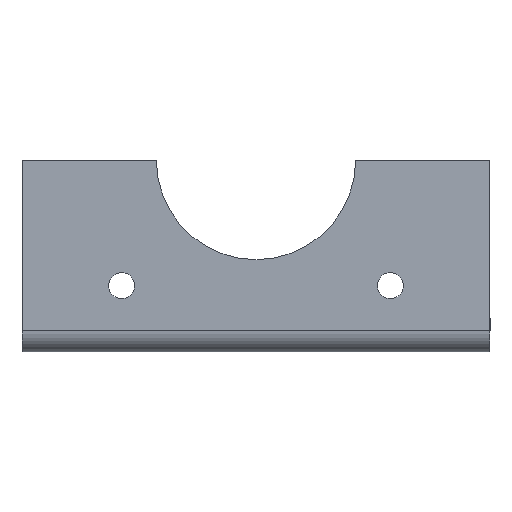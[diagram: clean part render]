
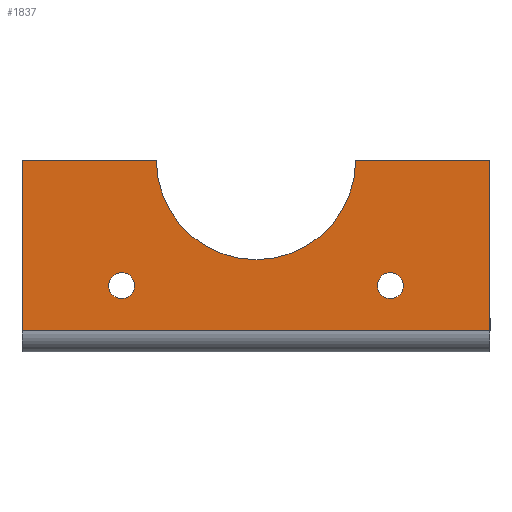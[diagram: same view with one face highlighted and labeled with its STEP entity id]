
A CAD part, left-side view. The second image highlights one B-rep face of the part: STEP entity #1837.
In plain terms, the highlighted planar face has unit normal (-1, 0, 0).
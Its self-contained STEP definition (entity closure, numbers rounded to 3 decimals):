
#6 = CARTESIAN_POINT ( 'NONE',  ( -56.032, 14.435, 7.644 ) ) ;
#47 = ORIENTED_EDGE ( 'NONE', *, *, #1428, .F. ) ;
#66 = CARTESIAN_POINT ( 'NONE',  ( -56.032, -16.565, 7.644 ) ) ;
#94 = CARTESIAN_POINT ( 'NONE',  ( -56.032, -16.565, 9.144 ) ) ;
#156 = DIRECTION ( 'NONE',  ( 0., 0., 1. ) ) ;
#161 = CARTESIAN_POINT ( 'NONE',  ( -56.032, -12.565, 22.144 ) ) ;
#164 = CARTESIAN_POINT ( 'NONE',  ( -56.032, 14.435, 9.144 ) ) ;
#175 = VERTEX_POINT ( 'NONE', #534 ) ;
#177 = AXIS2_PLACEMENT_3D ( 'NONE', #724, #1751, #559 ) ;
#189 = LINE ( 'NONE', #1797, #395 ) ;
#192 = CARTESIAN_POINT ( 'NONE',  ( -56.032, -28.065, 22.144 ) ) ;
#221 = DIRECTION ( 'NONE',  ( -1., 0., 0. ) ) ;
#243 = DIRECTION ( 'NONE',  ( 0., 0., 1. ) ) ;
#247 = CIRCLE ( 'NONE', #762, 1.5 ) ;
#259 = EDGE_CURVE ( 'NONE', #700, #1681, #1869, .T. ) ;
#263 = DIRECTION ( 'NONE',  ( 0., 0., 1. ) ) ;
#268 = AXIS2_PLACEMENT_3D ( 'NONE', #1734, #1557, #243 ) ;
#303 = VECTOR ( 'NONE', #1813, 1000. ) ;
#319 = EDGE_CURVE ( 'NONE', #1681, #700, #247, .T. ) ;
#322 = VERTEX_POINT ( 'NONE', #1330 ) ;
#324 = LINE ( 'NONE', #351, #1178 ) ;
#340 = EDGE_CURVE ( 'NONE', #1849, #658, #1776, .T. ) ;
#351 = CARTESIAN_POINT ( 'NONE',  ( -56.032, 25.935, 22.144 ) ) ;
#395 = VECTOR ( 'NONE', #744, 1000. ) ;
#445 = CARTESIAN_POINT ( 'NONE',  ( -56.032, -28.065, 22.144 ) ) ;
#462 = DIRECTION ( 'NONE',  ( 0., 0., -1. ) ) ;
#534 = CARTESIAN_POINT ( 'NONE',  ( -56.032, -28.065, 2.5 ) ) ;
#559 = DIRECTION ( 'NONE',  ( 0., 0., 1. ) ) ;
#588 = LINE ( 'NONE', #1362, #303 ) ;
#607 = FACE_BOUND ( 'NONE', #664, .T. ) ;
#610 = CARTESIAN_POINT ( 'NONE',  ( -56.032, -1.065, 22.144 ) ) ;
#627 = AXIS2_PLACEMENT_3D ( 'NONE', #862, #1021, #156 ) ;
#628 = EDGE_LOOP ( 'NONE', ( #677, #47 ) ) ;
#632 = CIRCLE ( 'NONE', #1559, 1.5 ) ;
#658 = VERTEX_POINT ( 'NONE', #1452 ) ;
#664 = EDGE_LOOP ( 'NONE', ( #923, #1524 ) ) ;
#675 = DIRECTION ( 'NONE',  ( -1., 0., 0. ) ) ;
#677 = ORIENTED_EDGE ( 'NONE', *, *, #340, .F. ) ;
#693 = ORIENTED_EDGE ( 'NONE', *, *, #1614, .T. ) ;
#700 = VERTEX_POINT ( 'NONE', #164 ) ;
#724 = CARTESIAN_POINT ( 'NONE',  ( -56.032, 14.435, 7.644 ) ) ;
#744 = DIRECTION ( 'NONE',  ( 0., -1., 0. ) ) ;
#762 = AXIS2_PLACEMENT_3D ( 'NONE', #6, #1033, #1765 ) ;
#817 = CARTESIAN_POINT ( 'NONE',  ( -56.032, 10.435, 22.144 ) ) ;
#862 = CARTESIAN_POINT ( 'NONE',  ( -56.032, -16.565, 7.644 ) ) ;
#877 = EDGE_CURVE ( 'NONE', #1798, #1184, #1436, .T. ) ;
#916 = DIRECTION ( 'NONE',  ( 0., -1., 0. ) ) ;
#923 = ORIENTED_EDGE ( 'NONE', *, *, #259, .F. ) ;
#934 = DIRECTION ( 'NONE',  ( 0., 0., 1. ) ) ;
#950 = CARTESIAN_POINT ( 'NONE',  ( -56.032, 14.435, 6.144 ) ) ;
#965 = VECTOR ( 'NONE', #462, 1000. ) ;
#1021 = DIRECTION ( 'NONE',  ( -1., 0., 0. ) ) ;
#1033 = DIRECTION ( 'NONE',  ( -1., 0., 0. ) ) ;
#1062 = FACE_BOUND ( 'NONE', #628, .T. ) ;
#1107 = FACE_OUTER_BOUND ( 'NONE', #1897, .T. ) ;
#1143 = ORIENTED_EDGE ( 'NONE', *, *, #1254, .F. ) ;
#1149 = CARTESIAN_POINT ( 'NONE',  ( -56.032, -1.065, 22.144 ) ) ;
#1171 = VERTEX_POINT ( 'NONE', #445 ) ;
#1178 = VECTOR ( 'NONE', #934, 1000. ) ;
#1184 = VERTEX_POINT ( 'NONE', #161 ) ;
#1192 = ORIENTED_EDGE ( 'NONE', *, *, #1624, .F. ) ;
#1193 = ORIENTED_EDGE ( 'NONE', *, *, #877, .F. ) ;
#1254 = EDGE_CURVE ( 'NONE', #1743, #1798, #588, .T. ) ;
#1273 = LINE ( 'NONE', #610, #1886 ) ;
#1283 = EDGE_CURVE ( 'NONE', #1184, #1171, #1273, .T. ) ;
#1326 = AXIS2_PLACEMENT_3D ( 'NONE', #1149, #675, #263 ) ;
#1330 = CARTESIAN_POINT ( 'NONE',  ( -56.032, 25.935, 2.5 ) ) ;
#1362 = CARTESIAN_POINT ( 'NONE',  ( -56.032, -1.065, 22.144 ) ) ;
#1402 = PLANE ( 'NONE',  #268 ) ;
#1428 = EDGE_CURVE ( 'NONE', #658, #1849, #632, .T. ) ;
#1436 = CIRCLE ( 'NONE', #1326, 11.5 ) ;
#1452 = CARTESIAN_POINT ( 'NONE',  ( -56.032, -16.565, 6.144 ) ) ;
#1524 = ORIENTED_EDGE ( 'NONE', *, *, #319, .F. ) ;
#1531 = ORIENTED_EDGE ( 'NONE', *, *, #1283, .F. ) ;
#1557 = DIRECTION ( 'NONE',  ( -1., 0., 0. ) ) ;
#1559 = AXIS2_PLACEMENT_3D ( 'NONE', #66, #221, #1863 ) ;
#1614 = EDGE_CURVE ( 'NONE', #322, #175, #189, .T. ) ;
#1624 = EDGE_CURVE ( 'NONE', #1171, #175, #1718, .T. ) ;
#1681 = VERTEX_POINT ( 'NONE', #950 ) ;
#1718 = LINE ( 'NONE', #192, #965 ) ;
#1734 = CARTESIAN_POINT ( 'NONE',  ( -56.032, -1.065, 22.144 ) ) ;
#1743 = VERTEX_POINT ( 'NONE', #1845 ) ;
#1751 = DIRECTION ( 'NONE',  ( -1., 0., 0. ) ) ;
#1756 = EDGE_CURVE ( 'NONE', #322, #1743, #324, .T. ) ;
#1765 = DIRECTION ( 'NONE',  ( 0., 0., 1. ) ) ;
#1776 = CIRCLE ( 'NONE', #627, 1.5 ) ;
#1797 = CARTESIAN_POINT ( 'NONE',  ( -56.032, -1.065, 2.5 ) ) ;
#1798 = VERTEX_POINT ( 'NONE', #817 ) ;
#1813 = DIRECTION ( 'NONE',  ( 0., -1., 0. ) ) ;
#1837 = ADVANCED_FACE ( 'NONE', ( #1062, #607, #1107 ), #1402, .T. ) ;
#1845 = CARTESIAN_POINT ( 'NONE',  ( -56.032, 25.935, 22.144 ) ) ;
#1849 = VERTEX_POINT ( 'NONE', #94 ) ;
#1863 = DIRECTION ( 'NONE',  ( 0., 0., 1. ) ) ;
#1869 = CIRCLE ( 'NONE', #177, 1.5 ) ;
#1886 = VECTOR ( 'NONE', #916, 1000. ) ;
#1897 = EDGE_LOOP ( 'NONE', ( #1918, #693, #1192, #1531, #1193, #1143 ) ) ;
#1918 = ORIENTED_EDGE ( 'NONE', *, *, #1756, .F. ) ;
